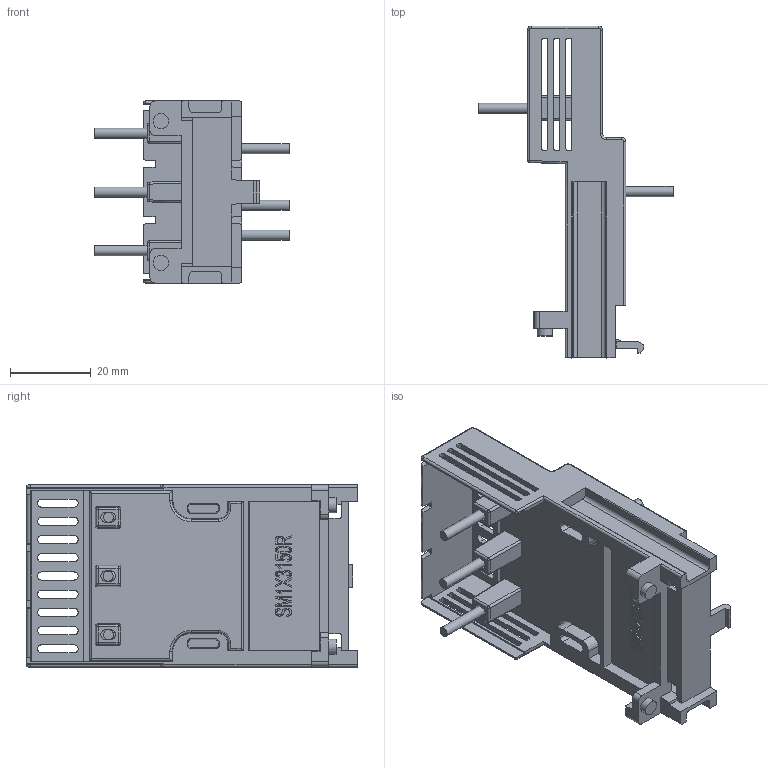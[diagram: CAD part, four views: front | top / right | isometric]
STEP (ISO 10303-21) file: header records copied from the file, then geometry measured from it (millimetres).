
FILE_DESCRIPTION(/* description */ (''),/* implementation_level */ '2;1');
FILE_NAME(/* name */ 'FILE_STP_CAD_DRAWING_3D_SM1X3150R_prt.stp',/* time_stamp */ '2021-10-22T11:38:14+02:00',/* author */ (''),/* organization */ (''),/* preprocessor_version */ 'ST-DEVELOPER v16.7',/* originating_system */ 'SIEMENS PLM Software NX 12.0',/* authorisation */ '');
FILE_SCHEMA (('AUTOMOTIVE_DESIGN { 1 0 10303 214 3 1 1 1 }'));
Length unit declared in the file: millimetre
Products named in the file (1): 3D_SM1X3150R
Bounding box: 48 x 82 x 45 mm (x, y, z)
Surface area: 20814.5 mm2 (no closed solid volume)
Topology: 0 solids, 10 shells, 476 faces, 1418 edges, 946 vertices
Faces by surface type: plane 269, cylinder 140, cone 20, extrusion 18, sphere 14, torus 9, bspline 6
Full cylindrical faces by diameter (mm): 2.5 x6, 3.8 x2
Entity records: 16640 total; most frequent: CARTESIAN_POINT 3656, DIRECTION 2635, ORIENTED_EDGE 2601, EDGE_CURVE 1392, VECTOR 1015, LINE 997, VERTEX_POINT 944, AXIS2_PLACEMENT_3D 810
